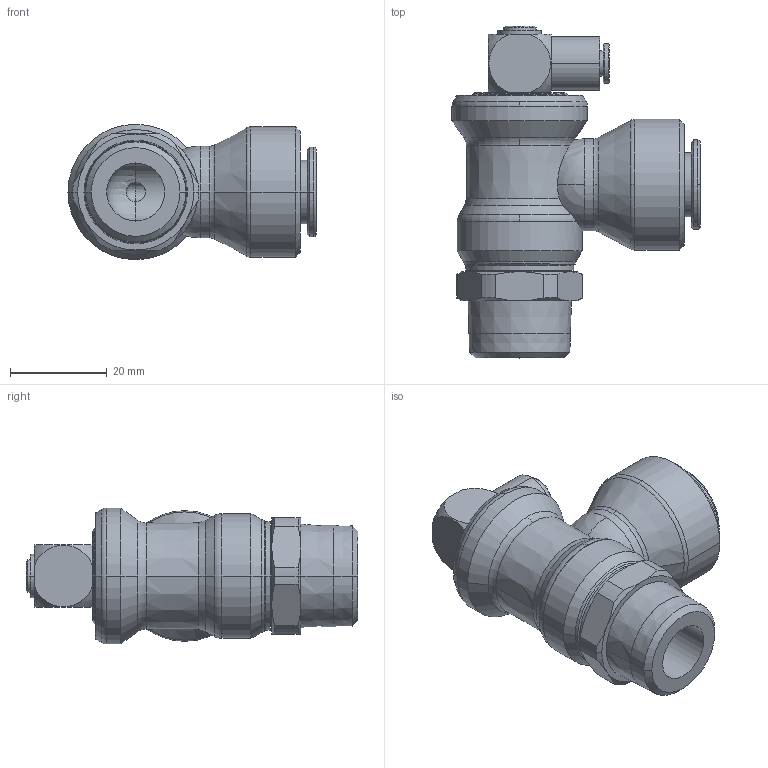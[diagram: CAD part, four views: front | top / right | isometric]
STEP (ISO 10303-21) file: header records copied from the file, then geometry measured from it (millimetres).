
FILE_DESCRIPTION(('STEP AP214'),'1');
FILE_NAME('7885_12_21.stp','2016-07-07T14:58:14',('TraceParts'),('TraceParts S.A.'),'Spatial InterOp 3D',' ',' ');
FILE_SCHEMA(('automotive_design'));
Length unit declared in the file: millimetre
Products named in the file (1): 1
Bounding box: 51.27 x 68.59 x 28 mm (x, y, z)
Volume: 29929.1 mm3; surface area: 12042.4 mm2
Topology: 1 solids, 1 shells, 160 faces, 392 edges, 240 vertices
Faces by surface type: cone 56, cylinder 44, plane 28, torus 20, sphere 12
Entity records: 5029 total; most frequent: CARTESIAN_POINT 1173, DIRECTION 909, ORIENTED_EDGE 768, AXIS2_PLACEMENT_3D 405, EDGE_CURVE 384, VERTEX_POINT 240, CIRCLE 240, EDGE_LOOP 176
